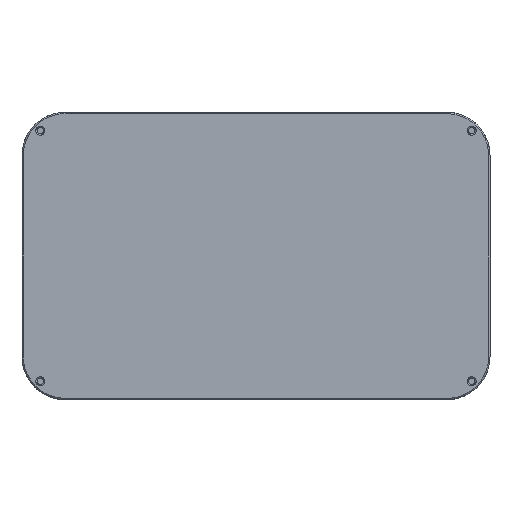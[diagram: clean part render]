
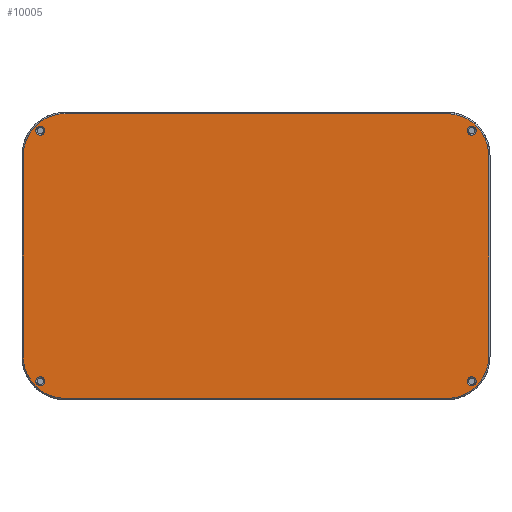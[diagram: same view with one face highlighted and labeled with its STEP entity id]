
A CAD part, front view. The second image highlights one B-rep face of the part: STEP entity #10005.
In plain terms, the highlighted planar face has unit normal (0, -1, 0).
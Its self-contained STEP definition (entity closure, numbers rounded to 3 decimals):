
#194=CIRCLE('',#10651,1.35);
#195=CIRCLE('',#10653,1.35);
#196=CIRCLE('',#10654,1.35);
#197=CIRCLE('',#10655,1.35);
#522=FACE_BOUND('',#1904,.T.);
#523=FACE_BOUND('',#1905,.T.);
#524=FACE_BOUND('',#1906,.T.);
#525=FACE_BOUND('',#1907,.T.);
#759=B_SPLINE_CURVE_WITH_KNOTS('',3,(#20380,#20381,#20382,#20383,#20384,
#20385,#20386,#20387,#20388,#20389,#20390,#20391,#20392,#20393,#20394),
 .UNSPECIFIED.,.F.,.F.,(4,1,1,1,3,1,1,3,4),(0.,0.237,
0.475,0.593,0.831,1.01,
1.19,1.459,1.635),.UNSPECIFIED.);
#760=B_SPLINE_CURVE_WITH_KNOTS('',3,(#20398,#20399,#20400,#20401,#20402,
#20403,#20404,#20405,#20406,#20407,#20408,#20409,#20410,#20411),
 .UNSPECIFIED.,.F.,.F.,(4,1,1,3,1,1,3,4),(0.,0.356,
0.593,0.831,1.01,1.19,1.459,
1.635),.UNSPECIFIED.);
#761=B_SPLINE_CURVE_WITH_KNOTS('',3,(#20415,#20416,#20417,#20418,#20419,
#20420,#20421,#20422,#20423,#20424,#20425,#20426,#20427,#20428,#20429,#20430),
 .UNSPECIFIED.,.F.,.F.,(4,1,1,1,1,3,1,1,3,4),(0.,0.237,
0.475,0.534,0.712,0.831,
1.01,1.19,1.459,1.635),
 .UNSPECIFIED.);
#762=B_SPLINE_CURVE_WITH_KNOTS('',3,(#20433,#20434,#20435,#20436,#20437,
#20438,#20439,#20440,#20441,#20442,#20443,#20444,#20445,#20446,#20447,#20448),
 .UNSPECIFIED.,.F.,.F.,(4,1,1,1,1,3,1,1,3,4),(0.,0.237,
0.475,0.534,0.712,0.831,
1.01,1.19,1.459,1.635),
 .UNSPECIFIED.);
#1263=FACE_OUTER_BOUND('',#1903,.T.);
#1903=EDGE_LOOP('',(#8468,#8469,#8470,#8471,#8472,#8473,#8474,#8475));
#1904=EDGE_LOOP('',(#8476));
#1905=EDGE_LOOP('',(#8477));
#1906=EDGE_LOOP('',(#8478));
#1907=EDGE_LOOP('',(#8479));
#2744=LINE('',#20378,#3706);
#2745=LINE('',#20396,#3707);
#2746=LINE('',#20413,#3708);
#2747=LINE('',#20432,#3709);
#3706=VECTOR('',#12464,10.);
#3707=VECTOR('',#12465,10.);
#3708=VECTOR('',#12466,10.);
#3709=VECTOR('',#12467,10.);
#4641=VERTEX_POINT('',#20372);
#4642=VERTEX_POINT('',#20376);
#4643=VERTEX_POINT('',#20377);
#4644=VERTEX_POINT('',#20379);
#4645=VERTEX_POINT('',#20395);
#4646=VERTEX_POINT('',#20397);
#4647=VERTEX_POINT('',#20412);
#4648=VERTEX_POINT('',#20414);
#4649=VERTEX_POINT('',#20431);
#4650=VERTEX_POINT('',#20449);
#4651=VERTEX_POINT('',#20451);
#4652=VERTEX_POINT('',#20453);
#5945=EDGE_CURVE('',#4641,#4641,#194,.T.);
#5947=EDGE_CURVE('',#4642,#4643,#2744,.T.);
#5948=EDGE_CURVE('',#4644,#4642,#759,.T.);
#5949=EDGE_CURVE('',#4645,#4644,#2745,.T.);
#5950=EDGE_CURVE('',#4646,#4645,#760,.T.);
#5951=EDGE_CURVE('',#4647,#4646,#2746,.T.);
#5952=EDGE_CURVE('',#4648,#4647,#761,.T.);
#5953=EDGE_CURVE('',#4649,#4648,#2747,.T.);
#5954=EDGE_CURVE('',#4643,#4649,#762,.T.);
#5955=EDGE_CURVE('',#4650,#4650,#195,.T.);
#5956=EDGE_CURVE('',#4651,#4651,#196,.T.);
#5957=EDGE_CURVE('',#4652,#4652,#197,.T.);
#8468=ORIENTED_EDGE('',*,*,#5947,.F.);
#8469=ORIENTED_EDGE('',*,*,#5948,.F.);
#8470=ORIENTED_EDGE('',*,*,#5949,.F.);
#8471=ORIENTED_EDGE('',*,*,#5950,.F.);
#8472=ORIENTED_EDGE('',*,*,#5951,.F.);
#8473=ORIENTED_EDGE('',*,*,#5952,.F.);
#8474=ORIENTED_EDGE('',*,*,#5953,.F.);
#8475=ORIENTED_EDGE('',*,*,#5954,.F.);
#8476=ORIENTED_EDGE('',*,*,#5955,.F.);
#8477=ORIENTED_EDGE('',*,*,#5956,.F.);
#8478=ORIENTED_EDGE('',*,*,#5957,.F.);
#8479=ORIENTED_EDGE('',*,*,#5945,.F.);
#9459=PLANE('',#10652);
#10005=ADVANCED_FACE('',(#1263,#522,#523,#524,#525),#9459,.T.);
#10651=AXIS2_PLACEMENT_3D('',#20373,#12459,#12460);
#10652=AXIS2_PLACEMENT_3D('',#20375,#12462,#12463);
#10653=AXIS2_PLACEMENT_3D('',#20450,#12468,#12469);
#10654=AXIS2_PLACEMENT_3D('',#20452,#12470,#12471);
#10655=AXIS2_PLACEMENT_3D('',#20454,#12472,#12473);
#12459=DIRECTION('center_axis',(0.,-1.,0.));
#12460=DIRECTION('ref_axis',(1.,0.,0.));
#12462=DIRECTION('center_axis',(0.,-1.,0.));
#12463=DIRECTION('ref_axis',(0.,0.,-1.));
#12464=DIRECTION('',(-1.,0.,0.));
#12465=DIRECTION('',(0.,0.,-1.));
#12466=DIRECTION('',(1.,0.,0.));
#12467=DIRECTION('',(0.,0.,1.));
#12468=DIRECTION('center_axis',(0.,-1.,0.));
#12469=DIRECTION('ref_axis',(1.,0.,0.));
#12470=DIRECTION('center_axis',(0.,-1.,0.));
#12471=DIRECTION('ref_axis',(1.,0.,0.));
#12472=DIRECTION('center_axis',(0.,-1.,0.));
#12473=DIRECTION('ref_axis',(1.,0.,0.));
#20372=CARTESIAN_POINT('',(90.15,-91.5,37.5));
#20373=CARTESIAN_POINT('Origin',(91.5,-91.5,37.5));
#20375=CARTESIAN_POINT('Origin',(27.,-91.5,0.));
#20376=CARTESIAN_POINT('',(84.054,-91.5,-42.6));
#20377=CARTESIAN_POINT('',(-30.054,-91.5,-42.6));
#20378=CARTESIAN_POINT('',(-1.527,-91.5,-42.6));
#20379=CARTESIAN_POINT('',(96.6,-91.5,-30.054));
#20380=CARTESIAN_POINT('Ctrl Pts',(96.6,-91.5,-30.054));
#20381=CARTESIAN_POINT('Ctrl Pts',(96.6,-91.5,-30.82));
#20382=CARTESIAN_POINT('Ctrl Pts',(96.451,-91.5,-32.363));
#20383=CARTESIAN_POINT('Ctrl Pts',(95.937,-91.5,-34.19));
#20384=CARTESIAN_POINT('Ctrl Pts',(95.152,-91.5,-36.007));
#20385=CARTESIAN_POINT('Ctrl Pts',(94.406,-91.5,-37.23));
#20386=CARTESIAN_POINT('Ctrl Pts',(93.753,-91.5,-38.025));
#20387=CARTESIAN_POINT('Ctrl Pts',(93.26,-91.5,-38.626));
#20388=CARTESIAN_POINT('Ctrl Pts',(92.073,-91.5,-39.813));
#20389=CARTESIAN_POINT('Ctrl Pts',(89.659,-91.5,-41.415));
#20390=CARTESIAN_POINT('Ctrl Pts',(87.694,-91.5,-42.127));
#20391=CARTESIAN_POINT('Ctrl Pts',(86.479,-91.5,-42.365));
#20392=CARTESIAN_POINT('Ctrl Pts',(85.686,-91.5,-42.52));
#20393=CARTESIAN_POINT('Ctrl Pts',(84.871,-91.5,-42.6));
#20394=CARTESIAN_POINT('Ctrl Pts',(84.054,-91.5,-42.6));
#20395=CARTESIAN_POINT('',(96.6,-91.5,30.054));
#20396=CARTESIAN_POINT('',(96.6,-91.5,-15.027));
#20397=CARTESIAN_POINT('',(84.054,-91.5,42.6));
#20398=CARTESIAN_POINT('Ctrl Pts',(84.054,-91.5,42.6));
#20399=CARTESIAN_POINT('Ctrl Pts',(85.203,-91.5,42.6));
#20400=CARTESIAN_POINT('Ctrl Pts',(87.135,-91.5,42.313));
#20401=CARTESIAN_POINT('Ctrl Pts',(89.608,-91.5,41.387));
#20402=CARTESIAN_POINT('Ctrl Pts',(91.23,-91.5,40.406));
#20403=CARTESIAN_POINT('Ctrl Pts',(92.025,-91.5,39.753));
#20404=CARTESIAN_POINT('Ctrl Pts',(92.626,-91.5,39.26));
#20405=CARTESIAN_POINT('Ctrl Pts',(93.813,-91.5,38.073));
#20406=CARTESIAN_POINT('Ctrl Pts',(95.415,-91.5,35.659));
#20407=CARTESIAN_POINT('Ctrl Pts',(96.127,-91.5,33.694));
#20408=CARTESIAN_POINT('Ctrl Pts',(96.365,-91.5,32.479));
#20409=CARTESIAN_POINT('Ctrl Pts',(96.52,-91.5,31.686));
#20410=CARTESIAN_POINT('Ctrl Pts',(96.6,-91.5,30.871));
#20411=CARTESIAN_POINT('Ctrl Pts',(96.6,-91.5,30.054));
#20412=CARTESIAN_POINT('',(-30.054,-91.5,42.6));
#20413=CARTESIAN_POINT('',(55.527,-91.5,42.6));
#20414=CARTESIAN_POINT('',(-42.6,-91.5,30.054));
#20415=CARTESIAN_POINT('Ctrl Pts',(-42.6,-91.5,30.054));
#20416=CARTESIAN_POINT('Ctrl Pts',(-42.6,-91.5,30.82));
#20417=CARTESIAN_POINT('Ctrl Pts',(-42.454,-91.5,32.356));
#20418=CARTESIAN_POINT('Ctrl Pts',(-41.985,-91.5,
34.018));
#20419=CARTESIAN_POINT('Ctrl Pts',(-41.4,-91.5,35.451));
#20420=CARTESIAN_POINT('Ctrl Pts',(-40.795,-91.5,36.629));
#20421=CARTESIAN_POINT('Ctrl Pts',(-40.08,-91.5,37.628));
#20422=CARTESIAN_POINT('Ctrl Pts',(-39.753,-91.5,38.025));
#20423=CARTESIAN_POINT('Ctrl Pts',(-39.26,-91.5,38.626));
#20424=CARTESIAN_POINT('Ctrl Pts',(-38.073,-91.5,39.813));
#20425=CARTESIAN_POINT('Ctrl Pts',(-35.658,-91.5,41.415));
#20426=CARTESIAN_POINT('Ctrl Pts',(-33.694,-91.5,42.127));
#20427=CARTESIAN_POINT('Ctrl Pts',(-32.479,-91.5,42.365));
#20428=CARTESIAN_POINT('Ctrl Pts',(-31.686,-91.5,42.52));
#20429=CARTESIAN_POINT('Ctrl Pts',(-30.871,-91.5,42.6));
#20430=CARTESIAN_POINT('Ctrl Pts',(-30.054,-91.5,42.6));
#20431=CARTESIAN_POINT('',(-42.6,-91.5,-30.054));
#20432=CARTESIAN_POINT('',(-42.6,-91.5,15.027));
#20433=CARTESIAN_POINT('Ctrl Pts',(-30.054,-91.5,-42.6));
#20434=CARTESIAN_POINT('Ctrl Pts',(-30.82,-91.5,-42.6));
#20435=CARTESIAN_POINT('Ctrl Pts',(-32.356,-91.5,-42.454));
#20436=CARTESIAN_POINT('Ctrl Pts',(-34.018,-91.5,-41.985));
#20437=CARTESIAN_POINT('Ctrl Pts',(-35.451,-91.5,-41.4));
#20438=CARTESIAN_POINT('Ctrl Pts',(-36.629,-91.5,-40.795));
#20439=CARTESIAN_POINT('Ctrl Pts',(-37.628,-91.5,-40.08));
#20440=CARTESIAN_POINT('Ctrl Pts',(-38.025,-91.5,-39.753));
#20441=CARTESIAN_POINT('Ctrl Pts',(-38.626,-91.5,-39.26));
#20442=CARTESIAN_POINT('Ctrl Pts',(-39.813,-91.5,-38.073));
#20443=CARTESIAN_POINT('Ctrl Pts',(-41.415,-91.5,-35.658));
#20444=CARTESIAN_POINT('Ctrl Pts',(-42.127,-91.5,-33.694));
#20445=CARTESIAN_POINT('Ctrl Pts',(-42.365,-91.5,-32.479));
#20446=CARTESIAN_POINT('Ctrl Pts',(-42.52,-91.5,-31.686));
#20447=CARTESIAN_POINT('Ctrl Pts',(-42.6,-91.5,-30.871));
#20448=CARTESIAN_POINT('Ctrl Pts',(-42.6,-91.5,-30.054));
#20449=CARTESIAN_POINT('',(-38.85,-91.5,37.5));
#20450=CARTESIAN_POINT('Origin',(-37.5,-91.5,37.5));
#20451=CARTESIAN_POINT('',(90.15,-91.5,-37.5));
#20452=CARTESIAN_POINT('Origin',(91.5,-91.5,-37.5));
#20453=CARTESIAN_POINT('',(-38.85,-91.5,-37.5));
#20454=CARTESIAN_POINT('Origin',(-37.5,-91.5,-37.5));
